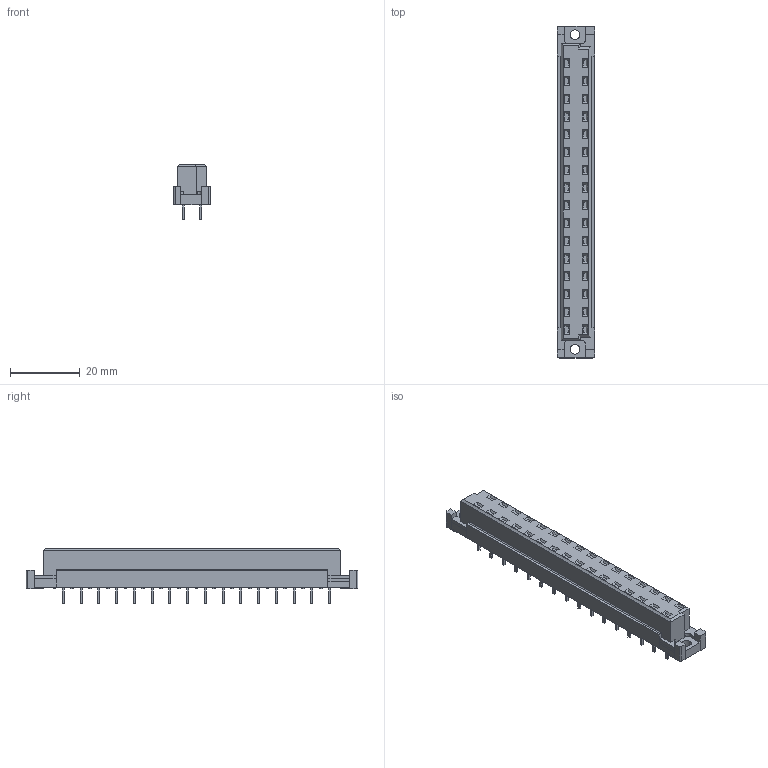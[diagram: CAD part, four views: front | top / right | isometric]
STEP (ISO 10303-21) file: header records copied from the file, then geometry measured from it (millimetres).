
FILE_DESCRIPTION((''),'2;1');
FILE_NAME('ERNI_354646.stp','2011-10-06T17:59:48',(''),(''),'Mechanical Desktop 2011','Mechanical Desktop 2011',', , ');
FILE_SCHEMA(('AUTOMOTIVE_DESIGN { 1 2 10303 214 1 1 1 1 }'));
Length unit declared in the file: millimetre
Products named in the file (1): Product
Bounding box: 10.6 x 95 x 15.8 mm (x, y, z)
Volume: 9463.7 mm3; surface area: 10424.6 mm2
Topology: 73 solids, 73 shells, 694 faces, 1540 edges, 1024 vertices
Faces by surface type: plane 344, bspline 314, cylinder 36
Entity records: 18804 total; most frequent: CARTESIAN_POINT 4201, ORIENTED_EDGE 3080, DIRECTION 2378, EDGE_CURVE 1540, VECTOR 1464, LINE 1464, VERTEX_POINT 1024, EDGE_LOOP 730
